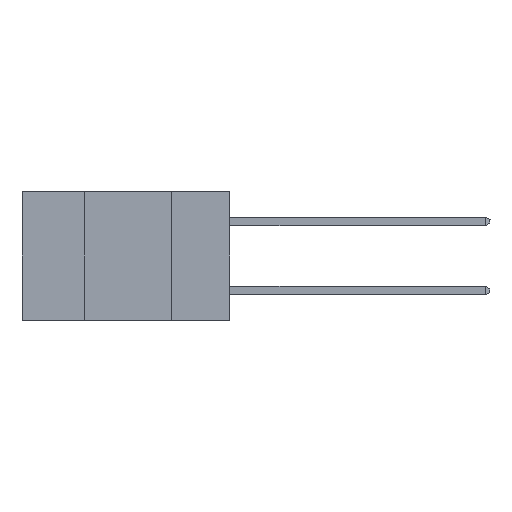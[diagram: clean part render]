
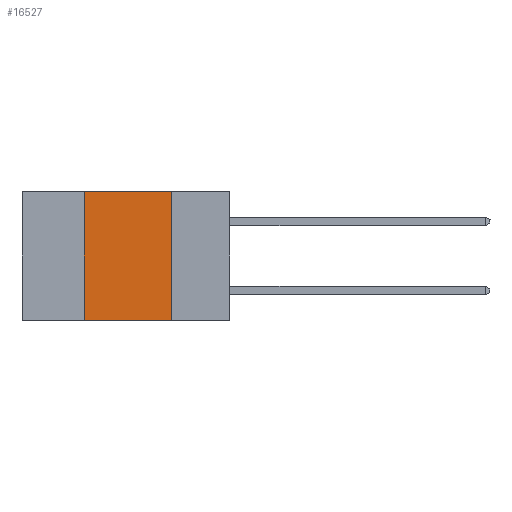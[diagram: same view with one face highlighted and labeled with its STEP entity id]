
A CAD part, left-side view. The second image highlights one B-rep face of the part: STEP entity #16527.
In plain terms, the highlighted planar face has unit normal (-1, 0, 0).
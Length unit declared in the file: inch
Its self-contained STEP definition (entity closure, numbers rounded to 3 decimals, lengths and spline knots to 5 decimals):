
#102 = ORIENTED_EDGE ( 'NONE', *, *, #15349, .F. ) ;
#1662 = LINE ( 'NONE', #9046, #12820 ) ;
#3015 = VERTEX_POINT ( 'NONE', #19620 ) ;
#3618 = VECTOR ( 'NONE', #22308, 39.37008 ) ;
#3636 = DIRECTION ( 'NONE',  ( 1., 0., 0. ) ) ;
#3881 = FACE_OUTER_BOUND ( 'NONE', #22936, .T. ) ;
#3993 = CARTESIAN_POINT ( 'NONE',  ( 0., 0.6, -0.37 ) ) ;
#7606 = LINE ( 'NONE', #9782, #8863 ) ;
#7662 = AXIS2_PLACEMENT_3D ( 'NONE', #12976, #3636, #20589 ) ;
#8863 = VECTOR ( 'NONE', #13293, 39.37008 ) ;
#9046 = CARTESIAN_POINT ( 'NONE',  ( 0., 0.17, -0.37 ) ) ;
#9550 = EDGE_CURVE ( 'NONE', #3015, #17617, #14900, .T. ) ;
#9782 = CARTESIAN_POINT ( 'NONE',  ( 0., 0.42, -0.37 ) ) ;
#10507 = VERTEX_POINT ( 'NONE', #19069 ) ;
#11328 = ORIENTED_EDGE ( 'NONE', *, *, #15776, .F. ) ;
#11452 = DIRECTION ( 'NONE',  ( 0., -1., 0. ) ) ;
#12096 = VERTEX_POINT ( 'NONE', #21737 ) ;
#12820 = VECTOR ( 'NONE', #23473, 39.37008 ) ;
#12976 = CARTESIAN_POINT ( 'NONE',  ( 0., 0.6, 0. ) ) ;
#13293 = DIRECTION ( 'NONE',  ( 0., 0., 1. ) ) ;
#14900 = LINE ( 'NONE', #3993, #3618 ) ;
#15316 = CARTESIAN_POINT ( 'NONE',  ( 0., 0.6, 0. ) ) ;
#15349 = EDGE_CURVE ( 'NONE', #3015, #12096, #7606, .T. ) ;
#15776 = EDGE_CURVE ( 'NONE', #12096, #10507, #18595, .T. ) ;
#16527 = ADVANCED_FACE ( 'NONE', ( #3881 ), #20228, .F. ) ;
#16980 = VECTOR ( 'NONE', #11452, 39.37008 ) ;
#17617 = VERTEX_POINT ( 'NONE', #21103 ) ;
#17649 = ORIENTED_EDGE ( 'NONE', *, *, #19486, .F. ) ;
#18595 = LINE ( 'NONE', #15316, #16980 ) ;
#19069 = CARTESIAN_POINT ( 'NONE',  ( 0., 0.17, 0. ) ) ;
#19486 = EDGE_CURVE ( 'NONE', #10507, #17617, #1662, .T. ) ;
#19620 = CARTESIAN_POINT ( 'NONE',  ( 0., 0.42, -0.37 ) ) ;
#20184 = ORIENTED_EDGE ( 'NONE', *, *, #9550, .T. ) ;
#20228 = PLANE ( 'NONE',  #7662 ) ;
#20589 = DIRECTION ( 'NONE',  ( 0., 0., -1. ) ) ;
#21103 = CARTESIAN_POINT ( 'NONE',  ( 0., 0.17, -0.37 ) ) ;
#21737 = CARTESIAN_POINT ( 'NONE',  ( 0., 0.42, 0. ) ) ;
#22308 = DIRECTION ( 'NONE',  ( 0., -1., 0. ) ) ;
#22936 = EDGE_LOOP ( 'NONE', ( #17649, #11328, #102, #20184 ) ) ;
#23473 = DIRECTION ( 'NONE',  ( 0., 0., -1. ) ) ;
